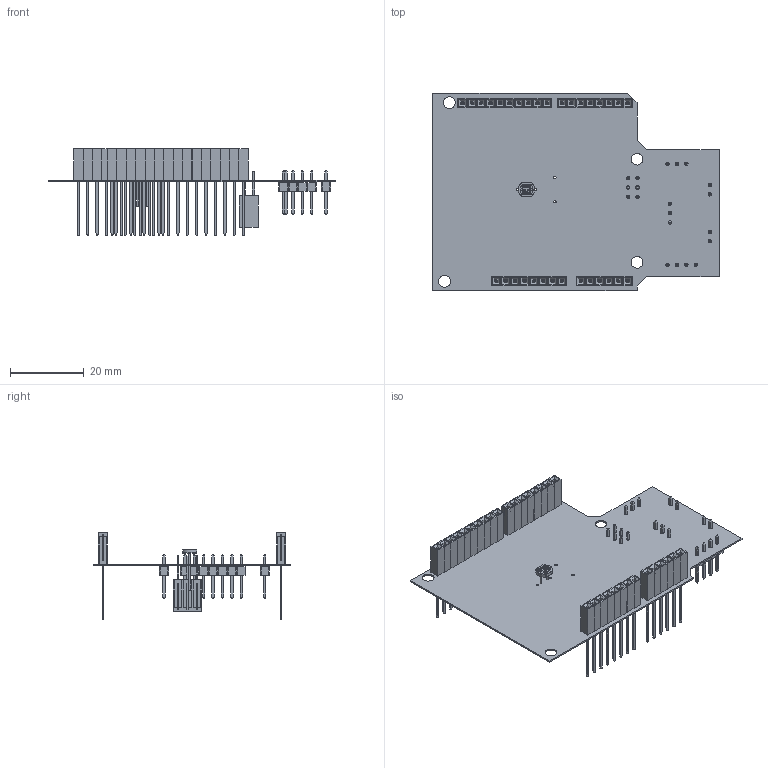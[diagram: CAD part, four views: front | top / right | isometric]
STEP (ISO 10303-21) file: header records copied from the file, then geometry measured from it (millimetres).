
FILE_DESCRIPTION(('Open CASCADE Model'),'2;1');
FILE_NAME('Open CASCADE Shape Model','2023-07-04T19:35:26',('Author'),( 'Open CASCADE'),'Open CASCADE STEP processor 7.5','Open CASCADE 7.5' ,'Unknown');
FILE_SCHEMA(('AUTOMOTIVE_DESIGN { 1 0 10303 214 1 1 1 1 }'));
Length unit declared in the file: millimetre
Products named in the file (33): PCB; Board; Open CASCADE STEP translator 7.5 1.1.1; R1; photoresistor-5mm; P5; 4-Pin Header - Male - 2.54mm; P4; 2-Pin Header - Male - 2.54mm; P3; 3-Pin Header - Male - 2.54mm; P2; P1; AD; SIL_Socket06; SIL_Socket_Body; SIL_SocketPin; IOH; SIL_Socket10; IOL; SIL_Socket08_; POWER; ICSP; SIL_SocketPin3x2; SIL_Socket3x2
Assembly tree (77 placements, depth 4):
  PCB
    Board
      Open CASCADE STEP translator 7.5 1.1.1
    R1
      photoresistor-5mm
    P5
      4-Pin Header - Male - 2.54mm
        4-Pin Header - Male - 2.54mm
    P4
      2-Pin Header - Male - 2.54mm
        2-Pin Header - Male - 2.54mm
    P3
      3-Pin Header - Male - 2.54mm
        3-Pin Header - Male - 2.54mm
    P2
      2-Pin Header - Male - 2.54mm
        2-Pin Header - Male - 2.54mm
    P1
      3-Pin Header - Male - 2.54mm
        3-Pin Header - Male - 2.54mm
    AD
      SIL_Socket06
        SIL_Socket_Body  x6
        SIL_SocketPin  x6
    IOH
      SIL_Socket10
        SIL_Socket_Body  x10
        SIL_SocketPin  x10
    IOL
      SIL_Socket08_
        SIL_Socket_Body  x8
        SIL_SocketPin  x8
    POWER
      SIL_Socket08_
        SIL_Socket_Body  x8
        SIL_SocketPin  x8
    ICSP
      ICSP
        SIL_SocketPin3x2
        SIL_Socket3x2
Bounding box: 77.47 x 53.34 x 23.35 mm (x, y, z)
Volume: 2938.2 mm3; surface area: 16297.4 mm2
Topology: 78 solids, 78 shells, 2093 faces, 5251 edges, 3386 vertices
Faces by surface type: plane 1719, cylinder 362, sphere 8, torus 4
Full cylindrical faces by diameter (mm): 0.52 x4, 0.6 x2, 0.65 x2, 0.762 x32, 0.9 x20, 3.2 x4
Entity records: 26064 total; most frequent: CARTESIAN_POINT 3937, DIRECTION 3887, ORIENTED_EDGE 3786, EDGE_CURVE 1893, LINE 1559, VECTOR 1559, VERTEX_POINT 1206, AXIS2_PLACEMENT_3D 1164
